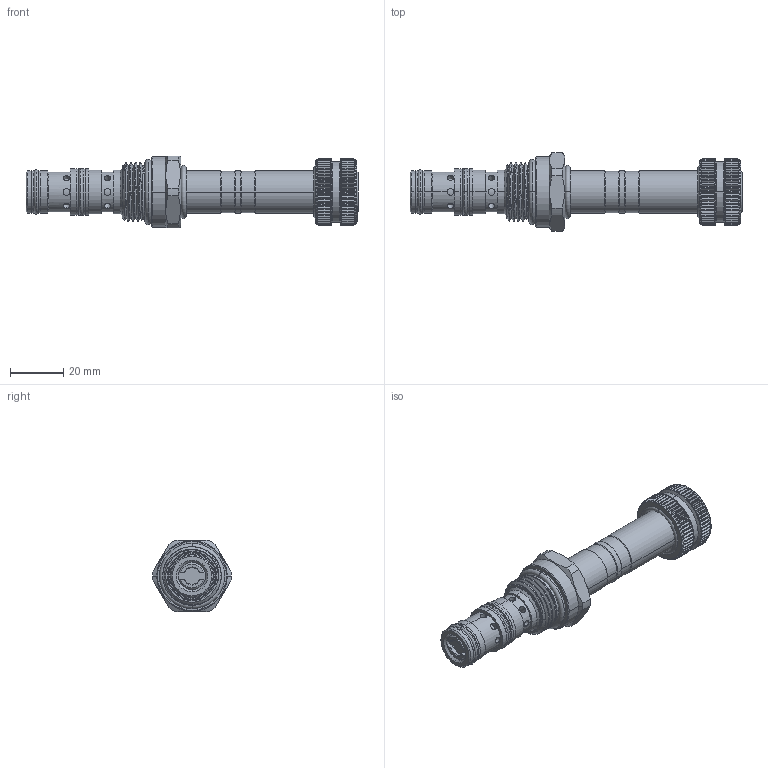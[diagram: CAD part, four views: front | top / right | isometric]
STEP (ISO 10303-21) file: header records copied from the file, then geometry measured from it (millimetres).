
FILE_DESCRIPTION (( 'STEP AP203' ), '1' );
FILE_NAME ('EP10W3C53N04-2.STEP', '2022-06-17T08:03:57', ( '' ), ( '' ), 'SwSTEP 2.0', 'SolidWorks 2018', '' );
FILE_SCHEMA (( 'CONFIG_CONTROL_DESIGN' ));
Length unit declared in the file: millimetre
Products named in the file (1): EP10W3C53N04-2
Bounding box: 124.79 x 29.6 x 27 mm (x, y, z)
Volume: 34636.9 mm3; surface area: 12420.9 mm2
Topology: 4 solids, 4 shells, 1085 faces, 2823 edges, 1782 vertices
Faces by surface type: cylinder 456, plane 447, cone 156, torus 18, bspline 8
Entity records: 38996 total; most frequent: CARTESIAN_POINT 13251, ORIENTED_EDGE 5642, DIRECTION 5070, EDGE_CURVE 2821, AXIS2_PLACEMENT_3D 1957, VERTEX_POINT 1782, LINE 1156, VECTOR 1156
